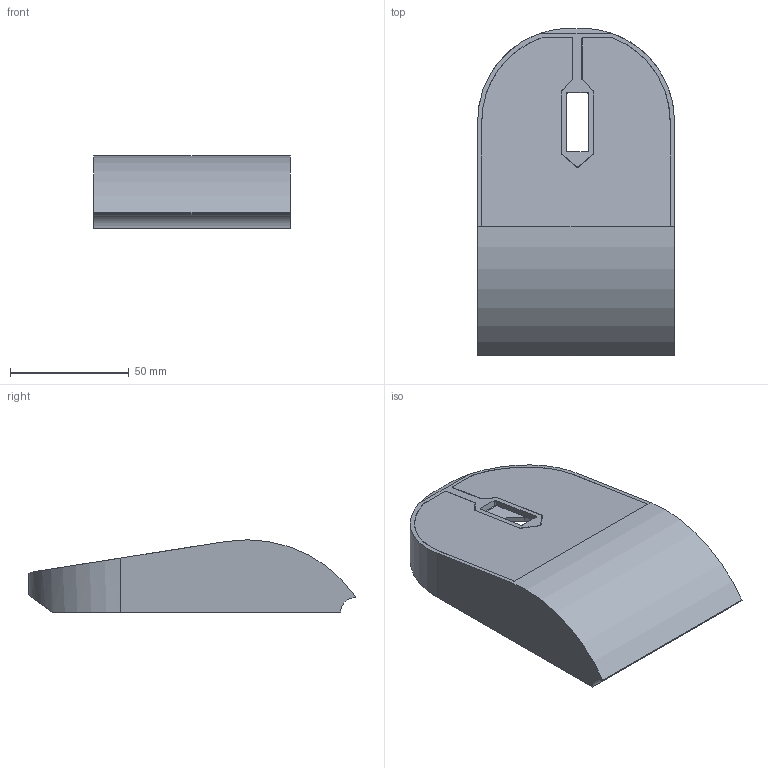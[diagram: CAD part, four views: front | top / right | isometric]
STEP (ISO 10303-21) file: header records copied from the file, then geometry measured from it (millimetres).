
FILE_DESCRIPTION(/* description */ ('STEP AP242','CAx-IF Rec.Pracs.---Representation and Presentation of Product Manufacturing Information (PMI)---4.0---2014-10-13','CAx-IF Rec.Pracs.---3D Tessellated Geometry---0.4---2014-09-14','2;1'),/* implementation_level */ '2;1');
FILE_NAME(/* name */ '6886c0b15581b91bfcb5caec',/* time_stamp */ '2025-07-28T00:13:38Z',/* author */ (''),/* organization */ (''),/* preprocessor_version */ 'ST-DEVELOPER v20',/* originating_system */ 'ONSHAPE BY PTC INC, 1.201',/* authorisation */ ' ');
FILE_SCHEMA (('AP242_MANAGED_MODEL_BASED_3D_ENGINEERING_MIM_LF { 1 0 10303 442 1 1 4 }'));
Length unit declared in the file: metre
Products named in the file (1): Part 22
Bounding box: 82.87 x 137.83 x 30.52 mm (x, y, z)
Volume: 56379.6 mm3; surface area: 48922.3 mm2
Topology: 1 solids, 1 shells, 136 faces, 391 edges, 258 vertices
Faces by surface type: plane 81, cylinder 42, bspline 13
Full cylindrical faces by diameter (mm): 2.402 x1, 2.452 x1
Entity records: 5687 total; most frequent: CARTESIAN_POINT 2127, ORIENTED_EDGE 778, DIRECTION 689, EDGE_CURVE 389, VERTEX_POINT 258, LINE 257, VECTOR 257, AXIS2_PLACEMENT_3D 216
